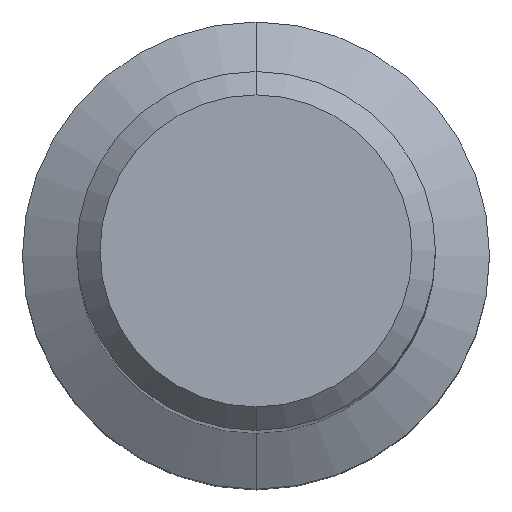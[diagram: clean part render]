
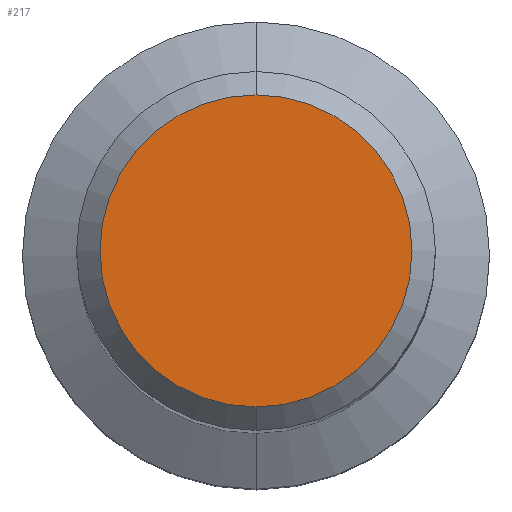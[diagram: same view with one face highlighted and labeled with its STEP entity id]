
A CAD part, top view. The second image highlights one B-rep face of the part: STEP entity #217.
In plain terms, the highlighted planar face has unit normal (0, 0, 1).
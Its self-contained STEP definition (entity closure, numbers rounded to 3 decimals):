
#217=ADVANCED_FACE('',(#604),#605,.T.);
#325=VERTEX_POINT('',#724);
#375=VERTEX_POINT('',#784);
#415=EDGE_CURVE('',#375,#325,#828,.T.);
#433=EDGE_CURVE('',#325,#375,#846,.T.);
#604=FACE_OUTER_BOUND('',#1024,.T.);
#605=PLANE('',#1025);
#724=CARTESIAN_POINT('',(0.,-5.302,0.0));
#784=CARTESIAN_POINT('',(0.0,5.302,0.0));
#828=CIRCLE('',#1415,5.302);
#846=CIRCLE('',#1443,5.302);
#1024=EDGE_LOOP('',(#1828,#1829));
#1025=AXIS2_PLACEMENT_3D('',#1830,#1831,#1832);
#1415=AXIS2_PLACEMENT_3D('',#2114,#2115,#2116);
#1443=AXIS2_PLACEMENT_3D('',#2129,#2130,#2131);
#1828=ORIENTED_EDGE('',*,*,#415,.F.);
#1829=ORIENTED_EDGE('',*,*,#433,.F.);
#1830=CARTESIAN_POINT('',(0.0,2.651,0.0));
#1831=DIRECTION('',(-0.0,0.0,1.0));
#1832=DIRECTION('',(0.0,-1.0,0.0));
#2114=CARTESIAN_POINT('',(0.0,0.0,0.0));
#2115=DIRECTION('',(0.0,0.0,-1.0));
#2116=DIRECTION('',(0.0,1.0,0.0));
#2129=CARTESIAN_POINT('',(0.0,0.0,0.0));
#2130=DIRECTION('',(0.0,0.0,-1.0));
#2131=DIRECTION('',(0.0,1.0,0.0));
